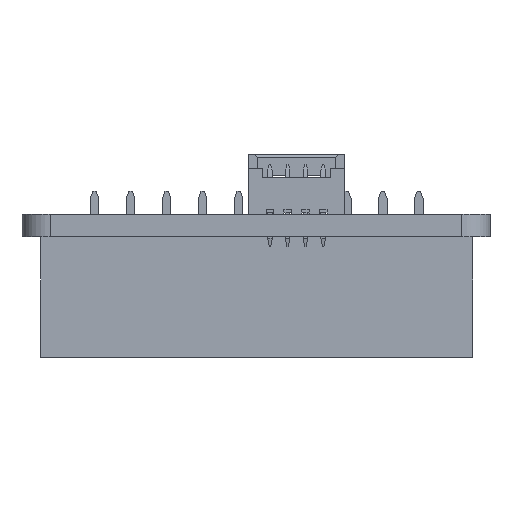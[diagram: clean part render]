
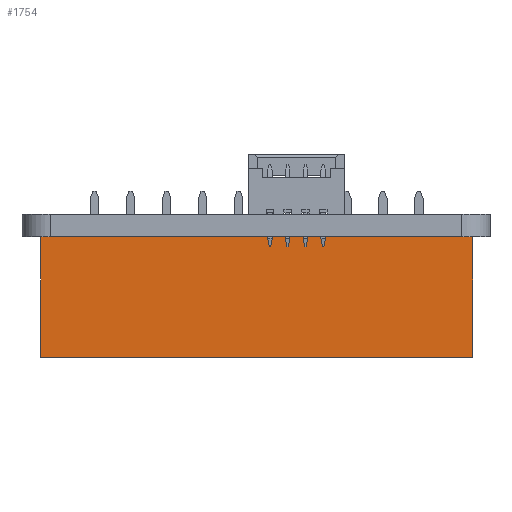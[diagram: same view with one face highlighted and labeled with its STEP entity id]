
A CAD part, front view. The second image highlights one B-rep face of the part: STEP entity #1754.
In plain terms, the highlighted face is planar.
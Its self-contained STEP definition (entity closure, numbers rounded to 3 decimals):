
#1665 = VERTEX_POINT('',#1666);
#1666 = CARTESIAN_POINT('',(-15.24,8.509,-2.997));
#1672 = EDGE_CURVE('',#1665,#1673,#1675,.T.);
#1673 = VERTEX_POINT('',#1674);
#1674 = CARTESIAN_POINT('',(-15.24,0.,-2.997));
#1675 = LINE('',#1676,#1677);
#1676 = CARTESIAN_POINT('',(-15.24,8.509,-2.997));
#1677 = VECTOR('',#1678,1.);
#1678 = DIRECTION('',(-0.,-1.,-0.));
#1728 = VERTEX_POINT('',#1729);
#1729 = CARTESIAN_POINT('',(15.24,0.,-2.997));
#1735 = EDGE_CURVE('',#1736,#1728,#1738,.T.);
#1736 = VERTEX_POINT('',#1737);
#1737 = CARTESIAN_POINT('',(15.24,8.509,-2.997));
#1738 = LINE('',#1739,#1740);
#1739 = CARTESIAN_POINT('',(15.24,8.509,-2.997));
#1740 = VECTOR('',#1741,1.);
#1741 = DIRECTION('',(-0.,-1.,-0.));
#1754 = ADVANCED_FACE('',(#1755),#1771,.F.);
#1755 = FACE_BOUND('',#1756,.T.);
#1756 = EDGE_LOOP('',(#1757,#1763,#1764,#1770));
#1757 = ORIENTED_EDGE('',*,*,#1758,.T.);
#1758 = EDGE_CURVE('',#1728,#1673,#1759,.T.);
#1759 = LINE('',#1760,#1761);
#1760 = CARTESIAN_POINT('',(15.24,0.,-2.997));
#1761 = VECTOR('',#1762,1.);
#1762 = DIRECTION('',(-1.,0.,0.));
#1763 = ORIENTED_EDGE('',*,*,#1672,.F.);
#1764 = ORIENTED_EDGE('',*,*,#1765,.F.);
#1765 = EDGE_CURVE('',#1736,#1665,#1766,.T.);
#1766 = LINE('',#1767,#1768);
#1767 = CARTESIAN_POINT('',(15.24,8.509,-2.997));
#1768 = VECTOR('',#1769,1.);
#1769 = DIRECTION('',(-1.,0.,0.));
#1770 = ORIENTED_EDGE('',*,*,#1735,.T.);
#1771 = PLANE('',#1772);
#1772 = AXIS2_PLACEMENT_3D('',#1773,#1774,#1775);
#1773 = CARTESIAN_POINT('',(15.24,8.509,-2.997));
#1774 = DIRECTION('',(0.,-0.,1.));
#1775 = DIRECTION('',(1.,0.,0.));
